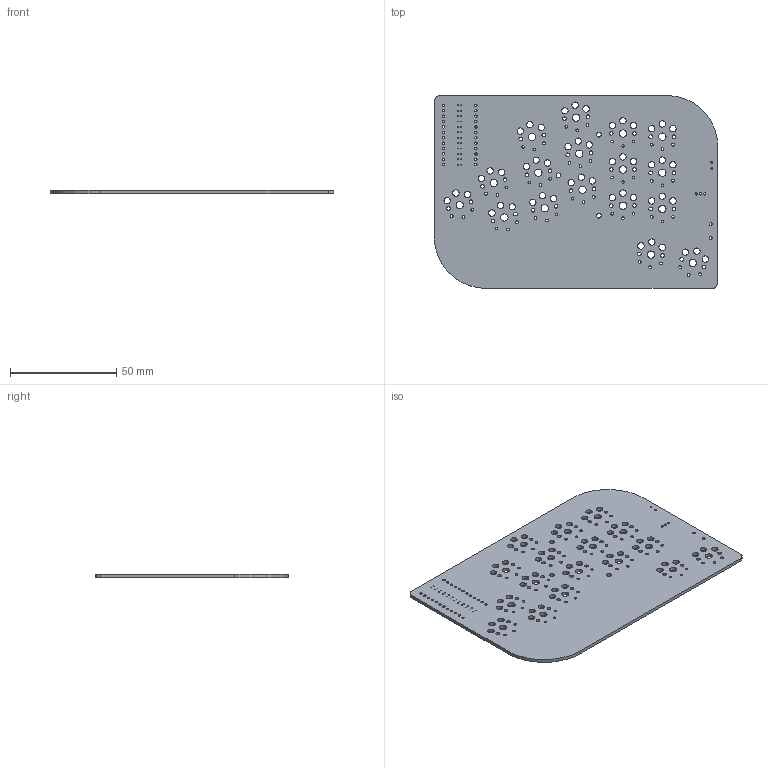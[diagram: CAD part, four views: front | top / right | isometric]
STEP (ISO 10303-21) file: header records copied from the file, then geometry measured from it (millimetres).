
FILE_DESCRIPTION(('KiCad electronic assembly'),'2;1');
FILE_NAME('batta.step','2022-05-26T06:07:50',('Pcbnew'),('Kicad'), 'Open CASCADE STEP processor 7.6','KiCad to STEP converter','Unknown' );
FILE_SCHEMA(('AUTOMOTIVE_DESIGN { 1 0 10303 214 1 1 1 1 }'));
Length unit declared in the file: millimetre
Products named in the file (2): batta 1; batta PCB
Assembly tree (1 placements, depth 2):
  batta 1
    batta PCB
Bounding box: 133.35 x 90.71 x 1.6 mm (x, y, z)
Volume: 17813.4 mm3; surface area: 24878.4 mm2
Topology: 1 solids, 1 shells, 221 faces, 657 edges, 438 vertices
Faces by surface type: cylinder 215, plane 6
Full cylindrical faces by diameter (mm): 0.4 x24, 0.9 x2, 1.092 x3, 1.1 x24, 1.27 x51, 1.3 x2, 1.702 x34, 2.2 x3, 3 x51, 3.429 x17
Entity records: 17113 total; most frequent: DIRECTION 2847, CARTESIAN_POINT 2632, ORIENTED_EDGE 1314, PCURVE 1314, DEFINITIONAL_REPRESENTATION 1314, LINE 1111, VECTOR 1111, CIRCLE 860
